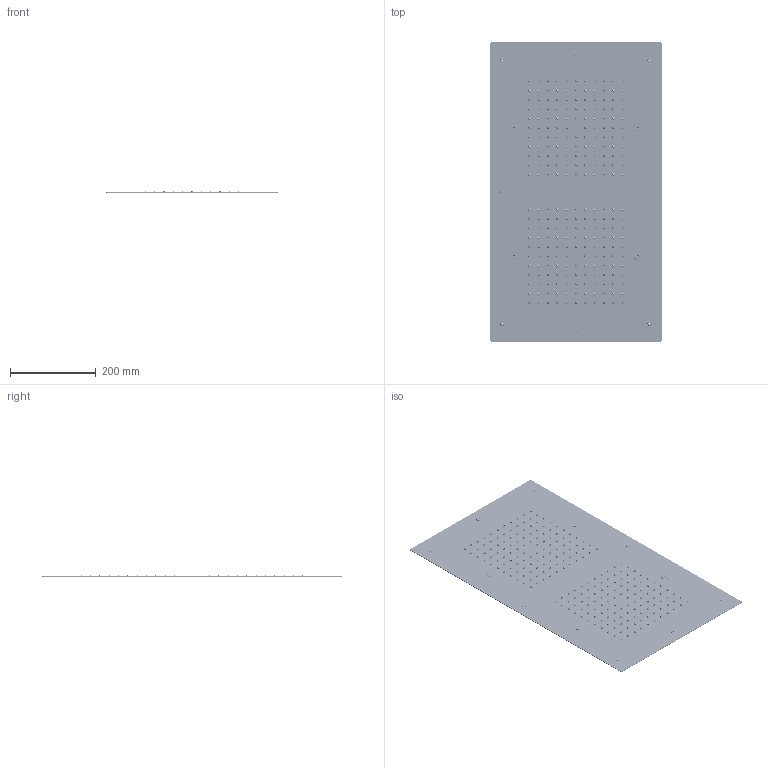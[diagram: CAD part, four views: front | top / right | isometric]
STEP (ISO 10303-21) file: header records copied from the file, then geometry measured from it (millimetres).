
FILE_DESCRIPTION((''),'2;1');
FILE_NAME('ZSOF131CR','2021-04-14T16:23:49',('ut3'),('PAFFONI SpA'),'CREO PARAMETRIC BY PTC INC, 2020044','CREO PARAMETRIC BY PTC INC, 2020044','');
FILE_SCHEMA(('CONFIG_CONTROL_DESIGN','SHAPE_APPEARANCE_LAYERS_GROUPS'));
Products named in the file (1): ZSOF131CR
Bounding box: 400 x 700 x 4.8 mm (x, y, z)
Volume: 422518.5 mm3; surface area: 583509.6 mm2
Topology: 241 solids, 241 shells, 4150 faces, 8904 edges, 5264 vertices
Faces by surface type: torus 2456, cylinder 1092, plane 562, cone 32, bspline 8
Entity records: 145494 total; most frequent: DIRECTION 24812, CARTESIAN_POINT 18534, ORIENTED_EDGE 17808, AXIS2_PLACEMENT_3D 11766, EDGE_CURVE 8904, CIRCLE 7624, VERTEX_POINT 5264, EDGE_LOOP 5162
